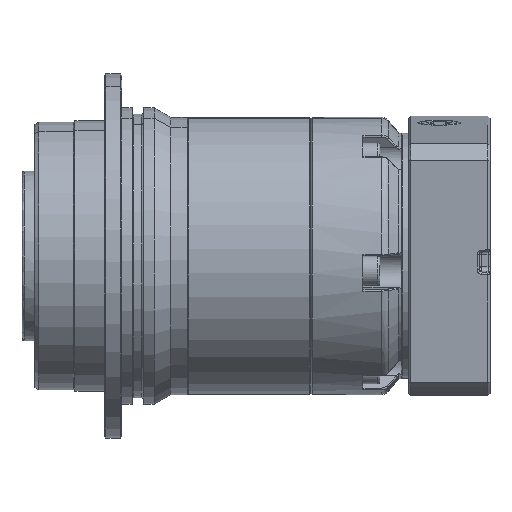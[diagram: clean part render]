
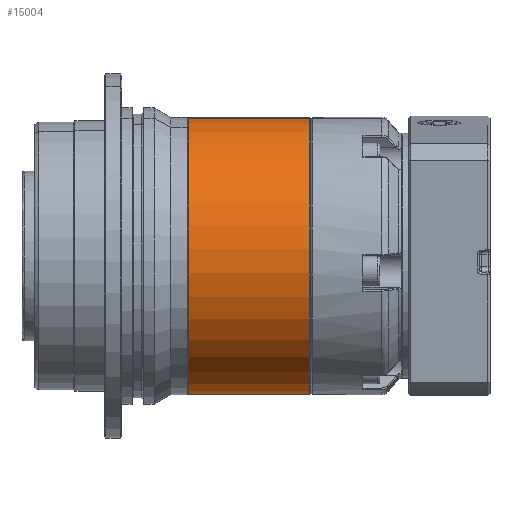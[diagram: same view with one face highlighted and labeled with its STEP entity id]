
A CAD part, front view. The second image highlights one B-rep face of the part: STEP entity #15004.
In plain terms, the highlighted cylindrical face has radius 32.75 mm (diameter 65.5 mm), a partial arc.
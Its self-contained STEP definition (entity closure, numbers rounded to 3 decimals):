
#1674 = CARTESIAN_POINT ( 'NONE',  ( 0., 0., 0. ) ) ;
#2639 = DIRECTION ( 'NONE',  ( -1., 0., 0. ) ) ;
#3833 = CYLINDRICAL_SURFACE ( 'NONE', #32449, 32.75 ) ;
#4517 = EDGE_CURVE ( 'NONE', #17434, #13095, #36996, .T. ) ;
#6288 = DIRECTION ( 'NONE',  ( -1., 0., 0. ) ) ;
#7321 = EDGE_CURVE ( 'NONE', #17434, #15078, #10713, .T. ) ;
#7422 = ORIENTED_EDGE ( 'NONE', *, *, #13504, .T. ) ;
#8546 = CARTESIAN_POINT ( 'NONE',  ( 0., 0., -32.75 ) ) ;
#8857 = ORIENTED_EDGE ( 'NONE', *, *, #34180, .T. ) ;
#9997 = AXIS2_PLACEMENT_3D ( 'NONE', #33235, #36141, #17279 ) ;
#10713 = LINE ( 'NONE', #8546, #21529 ) ;
#11144 = CARTESIAN_POINT ( 'NONE',  ( 31.8, 0., -32.75 ) ) ;
#12048 = ORIENTED_EDGE ( 'NONE', *, *, #7321, .F. ) ;
#12070 = ORIENTED_EDGE ( 'NONE', *, *, #4517, .T. ) ;
#13095 = VERTEX_POINT ( 'NONE', #22972 ) ;
#13504 = EDGE_CURVE ( 'NONE', #15773, #15078, #28234, .T. ) ;
#15004 = ADVANCED_FACE ( 'NONE', ( #27953 ), #3833, .T. ) ;
#15078 = VERTEX_POINT ( 'NONE', #18029 ) ;
#15773 = VERTEX_POINT ( 'NONE', #27480 ) ;
#15983 = DIRECTION ( 'NONE',  ( -1., 0., 0. ) ) ;
#17279 = DIRECTION ( 'NONE',  ( 0., 0., -1. ) ) ;
#17434 = VERTEX_POINT ( 'NONE', #11144 ) ;
#18029 = CARTESIAN_POINT ( 'NONE',  ( 3.2, 0., -32.75 ) ) ;
#19578 = DIRECTION ( 'NONE',  ( 0., 0., 1. ) ) ;
#20649 = VECTOR ( 'NONE', #6288, 1000. ) ;
#21529 = VECTOR ( 'NONE', #2639, 1000. ) ;
#22972 = CARTESIAN_POINT ( 'NONE',  ( 31.8, 0., 32.75 ) ) ;
#25139 = CARTESIAN_POINT ( 'NONE',  ( 0., 0., 32.75 ) ) ;
#27458 = EDGE_LOOP ( 'NONE', ( #12048, #12070, #8857, #7422 ) ) ;
#27480 = CARTESIAN_POINT ( 'NONE',  ( 3.2, 0., 32.75 ) ) ;
#27953 = FACE_OUTER_BOUND ( 'NONE', #27458, .T. ) ;
#28234 = CIRCLE ( 'NONE', #9997, 32.75 ) ;
#30030 = LINE ( 'NONE', #25139, #20649 ) ;
#32097 = CARTESIAN_POINT ( 'NONE',  ( 31.8, 0., 0. ) ) ;
#32449 = AXIS2_PLACEMENT_3D ( 'NONE', #1674, #33286, #36190 ) ;
#33235 = CARTESIAN_POINT ( 'NONE',  ( 3.2, 0., 0. ) ) ;
#33286 = DIRECTION ( 'NONE',  ( -1., 0., 0. ) ) ;
#34180 = EDGE_CURVE ( 'NONE', #13095, #15773, #30030, .T. ) ;
#36141 = DIRECTION ( 'NONE',  ( 1., 0., 0. ) ) ;
#36190 = DIRECTION ( 'NONE',  ( 0., 0., 1. ) ) ;
#36996 = CIRCLE ( 'NONE', #38482, 32.75 ) ;
#38482 = AXIS2_PLACEMENT_3D ( 'NONE', #32097, #15983, #19578 ) ;
